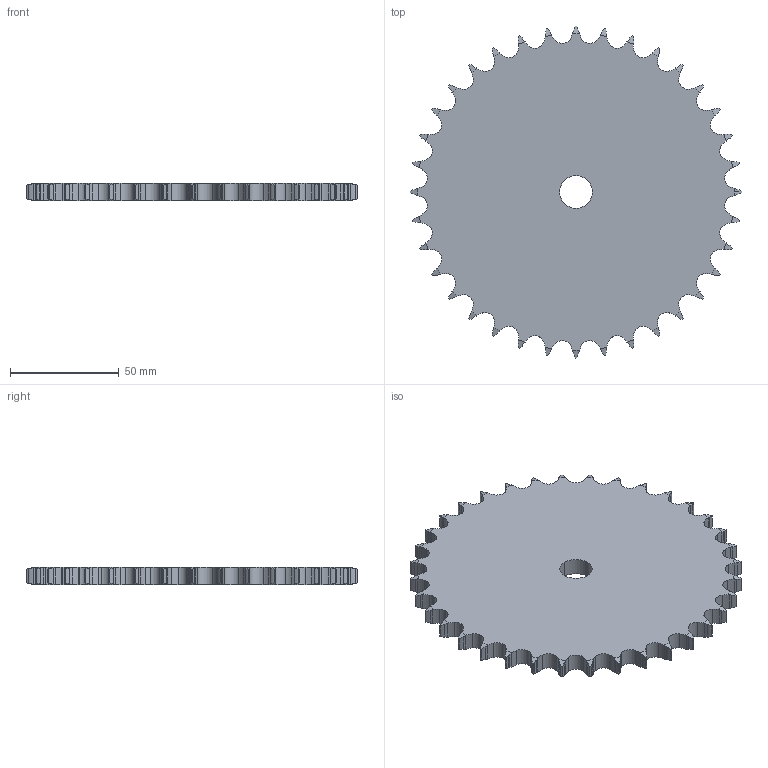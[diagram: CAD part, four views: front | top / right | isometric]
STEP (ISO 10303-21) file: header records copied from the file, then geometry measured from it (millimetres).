
FILE_DESCRIPTION (( 'STEP AP203' ), '1' );
FILE_NAME ('6836N176_Flat Sprocket.STEP', '2021-09-08T21:40:54', ( 'Administrator' ), ( 'Managed by Terraform' ), 'SwSTEP 2.0', 'SolidWorks 2017', '' );
FILE_SCHEMA (( 'CONFIG_CONTROL_DESIGN' ));
Length unit declared in the file: millimetre
Products named in the file (1): 6836N176_Flat Sprocket
Bounding box: 152.65 x 152.65 x 8 mm (x, y, z)
Volume: 125479 mm3; surface area: 37703.6 mm2
Topology: 1 solids, 1 shells, 380 faces, 1134 edges, 756 vertices
Faces by surface type: cylinder 232, cone 74, plane 74
Entity records: 13407 total; most frequent: CARTESIAN_POINT 3603, ORIENTED_EDGE 2268, DIRECTION 1836, EDGE_CURVE 1134, AXIS2_PLACEMENT_3D 765, VERTEX_POINT 756, B_SPLINE_CURVE_WITH_KNOTS 444, CIRCLE 384
